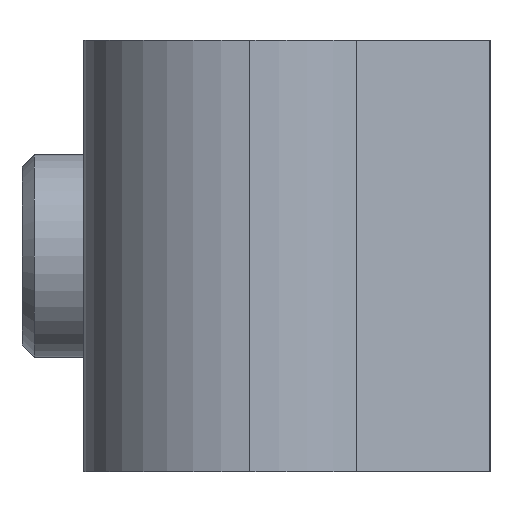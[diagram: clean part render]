
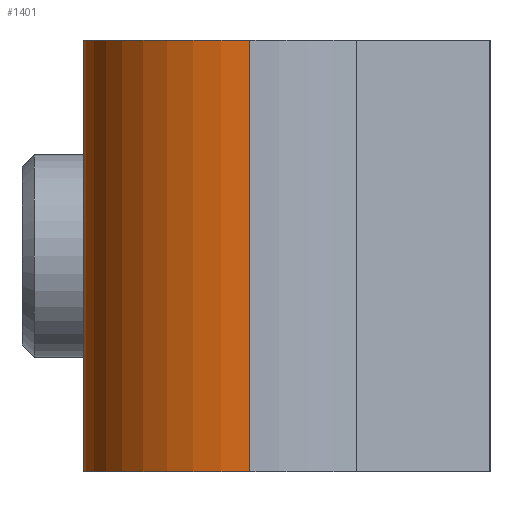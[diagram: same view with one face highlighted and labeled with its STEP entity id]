
A CAD part, left-side view. The second image highlights one B-rep face of the part: STEP entity #1401.
In plain terms, the highlighted cylindrical face has radius 2.7 mm (diameter 5.4 mm), a partial arc.
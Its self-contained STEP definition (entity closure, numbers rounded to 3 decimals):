
#62 = CARTESIAN_POINT ( 'NONE',  ( -6.58, 0., 0. ) ) ;
#70 = CARTESIAN_POINT ( 'NONE',  ( -9.28, -2.7, 0. ) ) ;
#75 = CARTESIAN_POINT ( 'NONE',  ( -9.28, -2.7, 7. ) ) ;
#79 = CARTESIAN_POINT ( 'NONE',  ( -6.58, 0., 7. ) ) ;
#178 = DIRECTION ( 'NONE',  ( -1., 0., 0. ) ) ;
#182 = CARTESIAN_POINT ( 'NONE',  ( -6.58, -2.7, 7. ) ) ;
#183 = DIRECTION ( 'NONE',  ( 0., 0., -1. ) ) ;
#373 = AXIS2_PLACEMENT_3D ( 'NONE', #182, #183, #178 ) ;
#401 = AXIS2_PLACEMENT_3D ( 'NONE', #625, #626, #627 ) ;
#424 = EDGE_CURVE ( 'NONE', #585, #589, #1075, .T. ) ;
#441 = EDGE_CURVE ( 'NONE', #589, #572, #1061, .T. ) ;
#457 = EDGE_CURVE ( 'NONE', #580, #572, #1034, .T. ) ;
#502 = EDGE_CURVE ( 'NONE', #585, #580, #983, .T. ) ;
#510 = AXIS2_PLACEMENT_3D ( 'NONE', #681, #682, #683 ) ;
#572 = VERTEX_POINT ( 'NONE', #62 ) ;
#580 = VERTEX_POINT ( 'NONE', #70 ) ;
#585 = VERTEX_POINT ( 'NONE', #75 ) ;
#589 = VERTEX_POINT ( 'NONE', #79 ) ;
#625 = CARTESIAN_POINT ( 'NONE',  ( -6.58, -2.7, 7. ) ) ;
#626 = DIRECTION ( 'NONE',  ( 0., 0., -1. ) ) ;
#627 = DIRECTION ( 'NONE',  ( 1., 0., 0. ) ) ;
#653 = CARTESIAN_POINT ( 'NONE',  ( -6.58, 0., 7. ) ) ;
#656 = DIRECTION ( 'NONE',  ( 0., 0., -1. ) ) ;
#681 = CARTESIAN_POINT ( 'NONE',  ( -6.58, -2.7, 0. ) ) ;
#682 = DIRECTION ( 'NONE',  ( 0., 0., -1. ) ) ;
#683 = DIRECTION ( 'NONE',  ( 1., 0., 0. ) ) ;
#748 = CARTESIAN_POINT ( 'NONE',  ( -9.28, -2.7, 7. ) ) ;
#749 = DIRECTION ( 'NONE',  ( 0., 0., -1. ) ) ;
#884 = EDGE_LOOP ( 'NONE', ( #1292, #1293, #1372, #1164 ) ) ;
#897 = CYLINDRICAL_SURFACE ( 'NONE', #373, 2.7 ) ;
#909 = FACE_OUTER_BOUND ( 'NONE', #884, .T. ) ;
#981 = VECTOR ( 'NONE', #749, 1000. ) ;
#983 = LINE ( 'NONE', #748, #981 ) ;
#1034 = CIRCLE ( 'NONE', #510, 2.7 ) ;
#1055 = VECTOR ( 'NONE', #656, 1000. ) ;
#1061 = LINE ( 'NONE', #653, #1055 ) ;
#1075 = CIRCLE ( 'NONE', #401, 2.7 ) ;
#1164 = ORIENTED_EDGE ( 'NONE', *, *, #457, .F. ) ;
#1292 = ORIENTED_EDGE ( 'NONE', *, *, #502, .F. ) ;
#1293 = ORIENTED_EDGE ( 'NONE', *, *, #424, .T. ) ;
#1372 = ORIENTED_EDGE ( 'NONE', *, *, #441, .T. ) ;
#1401 = ADVANCED_FACE ( 'NONE', ( #909 ), #897, .T. ) ;
